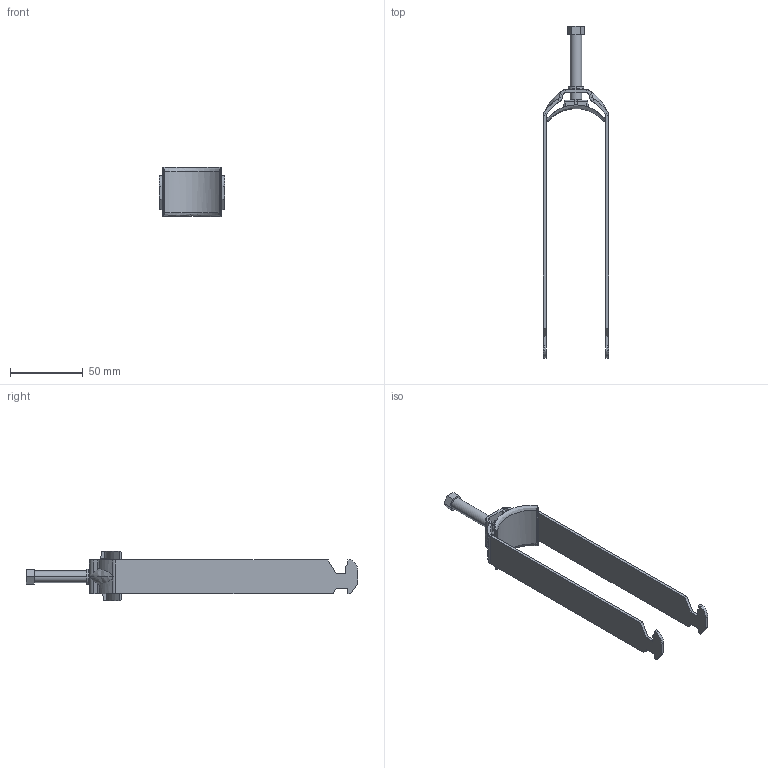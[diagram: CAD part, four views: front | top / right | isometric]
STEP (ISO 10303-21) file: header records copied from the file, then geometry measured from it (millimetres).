
FILE_DESCRIPTION (( 'STEP AP214' ), '1' );
FILE_NAME ('1162403.stp', '2017-05-02T08:54:42', ( '' ), ( '' ), 'SwSTEP 2.0', 'SolidWorks 2016', '' );
FILE_SCHEMA (( 'AUTOMOTIVE_DESIGN' ));
Length unit declared in the file: millimetre
Products named in the file (5): EB104-07-02_Standard; EB104-00-04_Standard; EB104-00-03_Druckschraube - M8 x 45; EB104-07-01_3 fach; 1162403
Assembly tree (4 placements, depth 2):
  1162403
    EB104-07-01_3 fach
    EB104-00-03_Druckschraube - M8 x 45
    EB104-00-04_Standard
    EB104-07-02_Standard
Bounding box: 45 x 227.5 x 34 mm (x, y, z)
Volume: 24255.1 mm3; surface area: 25493.5 mm2
Topology: 4 solids, 4 shells, 250 faces, 622 edges, 385 vertices
Faces by surface type: plane 168, cylinder 54, torus 14, cone 8, bspline 6
Entity records: 8172 total; most frequent: CARTESIAN_POINT 2161, ORIENTED_EDGE 1240, DIRECTION 1160, EDGE_CURVE 620, LINE 420, VECTOR 420, VERTEX_POINT 385, AXIS2_PLACEMENT_3D 370
